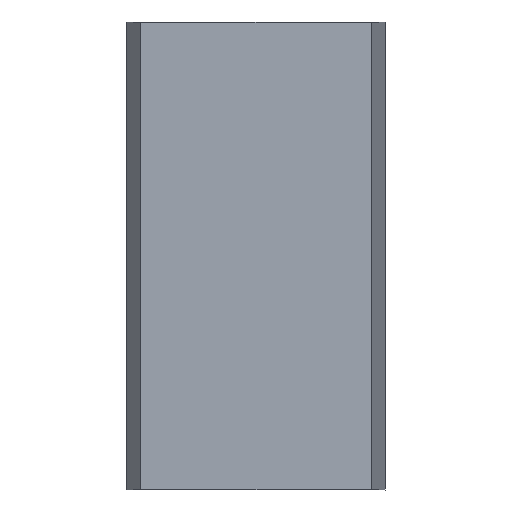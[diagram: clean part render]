
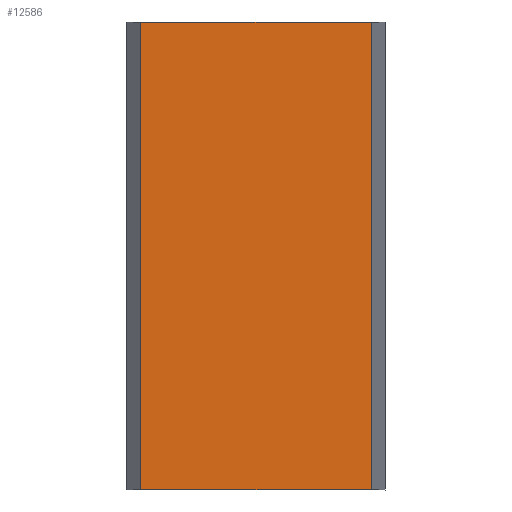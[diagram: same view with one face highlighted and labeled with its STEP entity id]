
A CAD part, front view. The second image highlights one B-rep face of the part: STEP entity #12586.
In plain terms, the highlighted planar face has unit normal (0, -1, 0).
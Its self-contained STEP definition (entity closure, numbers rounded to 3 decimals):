
#67 = PLANE('',#68);
#68 = AXIS2_PLACEMENT_3D('',#69,#70,#71);
#69 = CARTESIAN_POINT('',(307.578,10.207,
    32.236));
#70 = DIRECTION('',(0.,0.,
    -1.));
#71 = DIRECTION('',(1.,0.,
    0.));
#115 = PLANE('',#116);
#116 = AXIS2_PLACEMENT_3D('',#117,#118,#119);
#117 = CARTESIAN_POINT('',(309.737,10.207,
    35.135));
#118 = DIRECTION('',(0.,0.,
    1.));
#119 = DIRECTION('',(-1.,0.,
    0.));
#12200 = VERTEX_POINT('',#12201);
#12201 = CARTESIAN_POINT('',(309.37,10.437,
    32.236));
#12215 = PLANE('',#12216);
#12216 = AXIS2_PLACEMENT_3D('',#12217,#12218,#12219);
#12217 = CARTESIAN_POINT('',(309.272,9.638,
    35.545));
#12218 = DIRECTION('',(0.993,-0.122,0.
    ));
#12219 = DIRECTION('',(-0.122,-0.993,
    0.));
#12226 = EDGE_CURVE('',#12227,#12200,#12229,.T.);
#12227 = VERTEX_POINT('',#12228);
#12228 = CARTESIAN_POINT('',(307.945,10.437,
    32.236));
#12229 = SURFACE_CURVE('',#12230,(#12233,#12239),.PCURVE_S1.);
#12230 = B_SPLINE_CURVE_WITH_KNOTS('',1,(#12231,#12232),.UNSPECIFIED.,
  .F.,.F.,(2,2),(-1.426,0.),.PIECEWISE_BEZIER_KNOTS.);
#12231 = CARTESIAN_POINT('',(307.945,10.437,
    32.236));
#12232 = CARTESIAN_POINT('',(309.37,10.437,
    32.236));
#12233 = PCURVE('',#67,#12234);
#12234 = DEFINITIONAL_REPRESENTATION('',(#12235),#12238);
#12235 = B_SPLINE_CURVE_WITH_KNOTS('',1,(#12236,#12237),.UNSPECIFIED.,
  .F.,.F.,(2,2),(-1.426,0.),.PIECEWISE_BEZIER_KNOTS.);
#12236 = CARTESIAN_POINT('',(0.367,-0.23));
#12237 = CARTESIAN_POINT('',(1.792,-0.23));
#12238 = ( GEOMETRIC_REPRESENTATION_CONTEXT(2) 
PARAMETRIC_REPRESENTATION_CONTEXT() REPRESENTATION_CONTEXT('2D SPACE',''
  ) );
#12239 = PCURVE('',#12240,#12245);
#12240 = PLANE('',#12241);
#12241 = AXIS2_PLACEMENT_3D('',#12242,#12243,#12244);
#12242 = CARTESIAN_POINT('',(307.682,10.437,
    31.826));
#12243 = DIRECTION('',(0.,-1.,0.));
#12244 = DIRECTION('',(1.,0.,
    0.));
#12245 = DEFINITIONAL_REPRESENTATION('',(#12246),#12249);
#12246 = B_SPLINE_CURVE_WITH_KNOTS('',1,(#12247,#12248),.UNSPECIFIED.,
  .F.,.F.,(2,2),(-1.426,0.),.PIECEWISE_BEZIER_KNOTS.);
#12247 = CARTESIAN_POINT('',(0.263,0.41));
#12248 = CARTESIAN_POINT('',(1.688,0.41));
#12249 = ( GEOMETRIC_REPRESENTATION_CONTEXT(2) 
PARAMETRIC_REPRESENTATION_CONTEXT() REPRESENTATION_CONTEXT('2D SPACE',''
  ) );
#12265 = PLANE('',#12266);
#12266 = AXIS2_PLACEMENT_3D('',#12267,#12268,#12269);
#12267 = CARTESIAN_POINT('',(308.043,9.638,
    31.826));
#12268 = DIRECTION('',(-0.993,-0.122,0.
    ));
#12269 = DIRECTION('',(-0.122,0.993,0.
    ));
#12431 = VERTEX_POINT('',#12432);
#12432 = CARTESIAN_POINT('',(309.37,10.437,
    35.135));
#12509 = VERTEX_POINT('',#12510);
#12510 = CARTESIAN_POINT('',(307.945,10.437,
    35.135));
#12528 = EDGE_CURVE('',#12431,#12509,#12529,.T.);
#12529 = SURFACE_CURVE('',#12530,(#12533,#12539),.PCURVE_S1.);
#12530 = B_SPLINE_CURVE_WITH_KNOTS('',1,(#12531,#12532),.UNSPECIFIED.,
  .F.,.F.,(2,2),(-1.426,0.),.PIECEWISE_BEZIER_KNOTS.);
#12531 = CARTESIAN_POINT('',(309.37,10.437,
    35.135));
#12532 = CARTESIAN_POINT('',(307.945,10.437,
    35.135));
#12533 = PCURVE('',#115,#12534);
#12534 = DEFINITIONAL_REPRESENTATION('',(#12535),#12538);
#12535 = B_SPLINE_CURVE_WITH_KNOTS('',1,(#12536,#12537),.UNSPECIFIED.,
  .F.,.F.,(2,2),(-1.426,0.),.PIECEWISE_BEZIER_KNOTS.);
#12536 = CARTESIAN_POINT('',(0.367,-0.23));
#12537 = CARTESIAN_POINT('',(1.792,-0.23));
#12538 = ( GEOMETRIC_REPRESENTATION_CONTEXT(2) 
PARAMETRIC_REPRESENTATION_CONTEXT() REPRESENTATION_CONTEXT('2D SPACE',''
  ) );
#12539 = PCURVE('',#12240,#12540);
#12540 = DEFINITIONAL_REPRESENTATION('',(#12541),#12544);
#12541 = B_SPLINE_CURVE_WITH_KNOTS('',1,(#12542,#12543),.UNSPECIFIED.,
  .F.,.F.,(2,2),(-1.426,0.),.PIECEWISE_BEZIER_KNOTS.);
#12542 = CARTESIAN_POINT('',(1.688,3.309));
#12543 = CARTESIAN_POINT('',(0.263,3.309));
#12544 = ( GEOMETRIC_REPRESENTATION_CONTEXT(2) 
PARAMETRIC_REPRESENTATION_CONTEXT() REPRESENTATION_CONTEXT('2D SPACE',''
  ) );
#12586 = ADVANCED_FACE('',(#12587),#12240,.T.);
#12587 = FACE_BOUND('',#12588,.T.);
#12588 = EDGE_LOOP('',(#12589,#12590,#12608,#12609));
#12589 = ORIENTED_EDGE('',*,*,#12226,.T.);
#12590 = ORIENTED_EDGE('',*,*,#12591,.T.);
#12591 = EDGE_CURVE('',#12200,#12431,#12592,.T.);
#12592 = SURFACE_CURVE('',#12593,(#12596,#12602),.PCURVE_S1.);
#12593 = B_SPLINE_CURVE_WITH_KNOTS('',1,(#12594,#12595),.UNSPECIFIED.,
  .F.,.F.,(2,2),(0.,2.899),.PIECEWISE_BEZIER_KNOTS.);
#12594 = CARTESIAN_POINT('',(309.37,10.437,
    32.236));
#12595 = CARTESIAN_POINT('',(309.37,10.437,
    35.135));
#12596 = PCURVE('',#12240,#12597);
#12597 = DEFINITIONAL_REPRESENTATION('',(#12598),#12601);
#12598 = B_SPLINE_CURVE_WITH_KNOTS('',1,(#12599,#12600),.UNSPECIFIED.,
  .F.,.F.,(2,2),(0.,2.899),.PIECEWISE_BEZIER_KNOTS.);
#12599 = CARTESIAN_POINT('',(1.688,0.41));
#12600 = CARTESIAN_POINT('',(1.688,3.309));
#12601 = ( GEOMETRIC_REPRESENTATION_CONTEXT(2) 
PARAMETRIC_REPRESENTATION_CONTEXT() REPRESENTATION_CONTEXT('2D SPACE',''
  ) );
#12602 = PCURVE('',#12215,#12603);
#12603 = DEFINITIONAL_REPRESENTATION('',(#12604),#12607);
#12604 = B_SPLINE_CURVE_WITH_KNOTS('',1,(#12605,#12606),.UNSPECIFIED.,
  .F.,.F.,(2,2),(0.,2.899),.PIECEWISE_BEZIER_KNOTS.);
#12605 = CARTESIAN_POINT('',(-0.805,3.309));
#12606 = CARTESIAN_POINT('',(-0.805,0.41));
#12607 = ( GEOMETRIC_REPRESENTATION_CONTEXT(2) 
PARAMETRIC_REPRESENTATION_CONTEXT() REPRESENTATION_CONTEXT('2D SPACE',''
  ) );
#12608 = ORIENTED_EDGE('',*,*,#12528,.T.);
#12609 = ORIENTED_EDGE('',*,*,#12610,.T.);
#12610 = EDGE_CURVE('',#12509,#12227,#12611,.T.);
#12611 = SURFACE_CURVE('',#12612,(#12615,#12621),.PCURVE_S1.);
#12612 = B_SPLINE_CURVE_WITH_KNOTS('',1,(#12613,#12614),.UNSPECIFIED.,
  .F.,.F.,(2,2),(0.,2.899),.PIECEWISE_BEZIER_KNOTS.);
#12613 = CARTESIAN_POINT('',(307.945,10.437,
    35.135));
#12614 = CARTESIAN_POINT('',(307.945,10.437,
    32.236));
#12615 = PCURVE('',#12240,#12616);
#12616 = DEFINITIONAL_REPRESENTATION('',(#12617),#12620);
#12617 = B_SPLINE_CURVE_WITH_KNOTS('',1,(#12618,#12619),.UNSPECIFIED.,
  .F.,.F.,(2,2),(0.,2.899),.PIECEWISE_BEZIER_KNOTS.);
#12618 = CARTESIAN_POINT('',(0.263,3.309));
#12619 = CARTESIAN_POINT('',(0.263,0.41));
#12620 = ( GEOMETRIC_REPRESENTATION_CONTEXT(2) 
PARAMETRIC_REPRESENTATION_CONTEXT() REPRESENTATION_CONTEXT('2D SPACE',''
  ) );
#12621 = PCURVE('',#12265,#12622);
#12622 = DEFINITIONAL_REPRESENTATION('',(#12623),#12626);
#12623 = B_SPLINE_CURVE_WITH_KNOTS('',1,(#12624,#12625),.UNSPECIFIED.,
  .F.,.F.,(2,2),(0.,2.899),.PIECEWISE_BEZIER_KNOTS.);
#12624 = CARTESIAN_POINT('',(0.805,-3.309));
#12625 = CARTESIAN_POINT('',(0.805,-0.41));
#12626 = ( GEOMETRIC_REPRESENTATION_CONTEXT(2) 
PARAMETRIC_REPRESENTATION_CONTEXT() REPRESENTATION_CONTEXT('2D SPACE',''
  ) );
